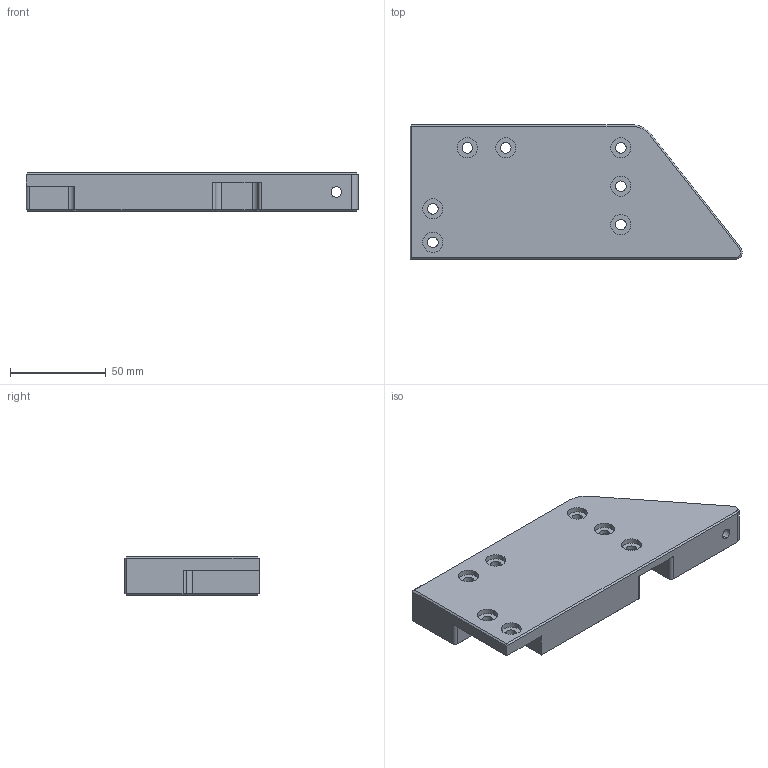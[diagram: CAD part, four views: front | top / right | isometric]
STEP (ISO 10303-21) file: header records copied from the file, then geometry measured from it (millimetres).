
FILE_DESCRIPTION (( 'STEP AP214' ), '1' );
FILE_NAME ('Front Skirt RH.STEP', '2024-11-29T21:49:02', ( '' ), ( '' ), 'SwSTEP 2.0', 'SolidWorks 2024', '' );
FILE_SCHEMA (( 'AUTOMOTIVE_DESIGN' ));
Length unit declared in the file: inch
Products named in the file (1): Front Skirt RH
Bounding box: 173.02 x 70 x 20 mm (x, y, z)
Volume: 175500.1 mm3; surface area: 32582.2 mm2
Topology: 1 solids, 1 shells, 94 faces, 220 edges, 136 vertices
Faces by surface type: cylinder 41, plane 41, cone 12
Entity records: 2739 total; most frequent: DIRECTION 500, CARTESIAN_POINT 457, ORIENTED_EDGE 440, EDGE_CURVE 220, AXIS2_PLACEMENT_3D 187, VERTEX_POINT 136, VECTOR 126, LINE 126
